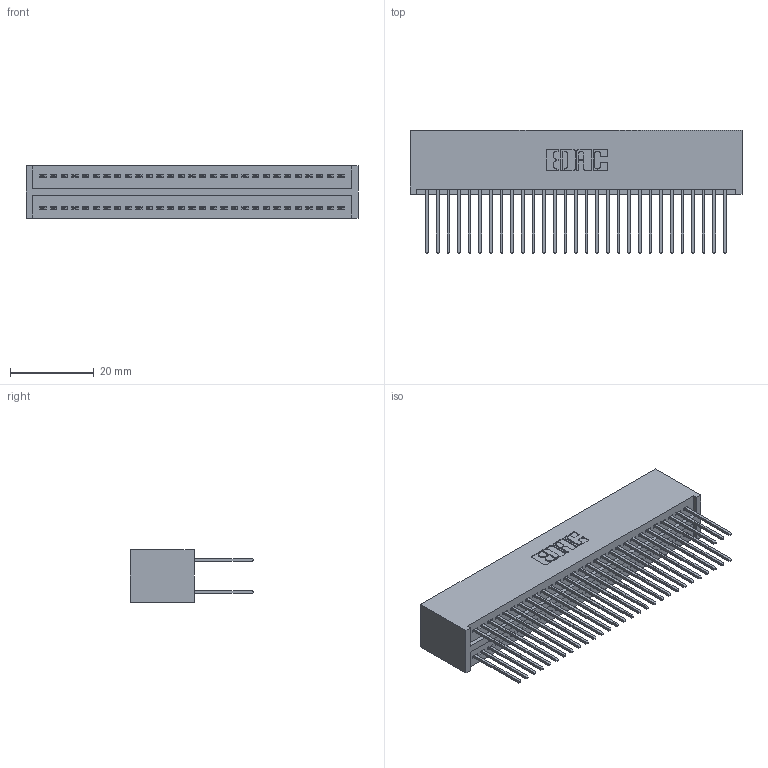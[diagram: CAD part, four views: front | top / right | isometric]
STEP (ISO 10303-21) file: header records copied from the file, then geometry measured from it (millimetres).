
FILE_DESCRIPTION (( 'STEP AP203' ), '1' );
FILE_NAME ('325-058-540-201.STEP', '2020-02-25T02:06:51', ( '' ), ( '' ), 'SwSTEP 2.0', 'SolidWorks 2016', '' );
FILE_SCHEMA (( 'CONFIG_CONTROL_DESIGN' ));
Length unit declared in the file: inch
Products named in the file (3): 325 Part_Lugless; 325-292-001_325-293-140; 325-058-540-201
Assembly tree (59 placements, depth 2):
  325-058-540-201
    325 Part_Lugless
    325-292-001_325-293-140  x58
Bounding box: 79.3 x 29.46 x 12.45 mm (x, y, z)
Volume: 10946.6 mm3; surface area: 14648.8 mm2
Topology: 59 solids, 59 shells, 3122 faces, 9277 edges, 6106 vertices
Faces by surface type: plane 2154, cylinder 968
Entity records: 20079 total; most frequent: CARTESIAN_POINT 3342, ORIENTED_EDGE 3278, DIRECTION 2871, EDGE_CURVE 1639, VECTOR 1519, LINE 1519, VERTEX_POINT 1090, AXIS2_PLACEMENT_3D 676
